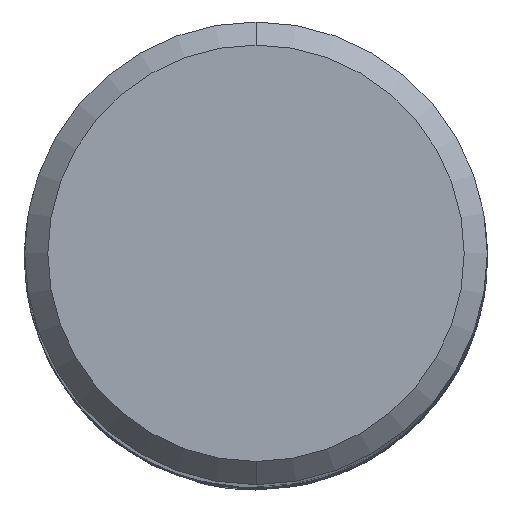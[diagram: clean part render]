
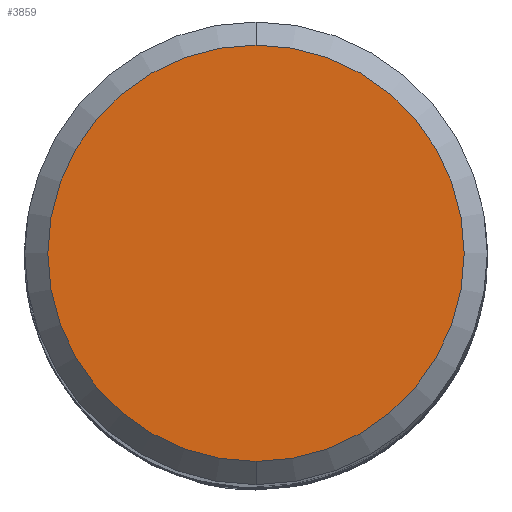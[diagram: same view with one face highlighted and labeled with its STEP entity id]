
A CAD part, top view. The second image highlights one B-rep face of the part: STEP entity #3859.
In plain terms, the highlighted planar face has unit normal (0, 0, 1).
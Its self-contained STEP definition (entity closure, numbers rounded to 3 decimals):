
#3737=VERTEX_POINT('',#7267);
#3801=EDGE_CURVE('',#4893,#3737,#7336,.T.);
#3859=ADVANCED_FACE('',(#7400),#7401,.T.);
#4893=VERTEX_POINT('',#8522);
#4921=EDGE_CURVE('',#3737,#4893,#8552,.T.);
#7267=CARTESIAN_POINT('',(0.0,9.0,0.0));
#7336=CIRCLE('',#46857,9.0);
#7400=FACE_OUTER_BOUND('',#47792,.T.);
#7401=PLANE('',#47793);
#8522=CARTESIAN_POINT('',(0.,-9.0,0.0));
#8552=CIRCLE('',#64417,9.0);
#46857=AXIS2_PLACEMENT_3D('',#67734,#67735,#67736);
#47792=EDGE_LOOP('',(#67804,#67805));
#47793=AXIS2_PLACEMENT_3D('',#67806,#67807,#67808);
#64417=AXIS2_PLACEMENT_3D('',#68901,#68902,#68903);
#67734=CARTESIAN_POINT('',(0.0,0.0,0.0));
#67735=DIRECTION('',(0.0,0.0,-1.0));
#67736=DIRECTION('',(0.0,1.0,0.0));
#67804=ORIENTED_EDGE('',*,*,#4921,.F.);
#67805=ORIENTED_EDGE('',*,*,#3801,.F.);
#67806=CARTESIAN_POINT('',(0.0,4.5,0.0));
#67807=DIRECTION('',(-0.0,0.0,1.0));
#67808=DIRECTION('',(0.0,-1.0,0.0));
#68901=CARTESIAN_POINT('',(0.0,0.0,0.0));
#68902=DIRECTION('',(0.0,0.0,-1.0));
#68903=DIRECTION('',(0.0,1.0,0.0));
